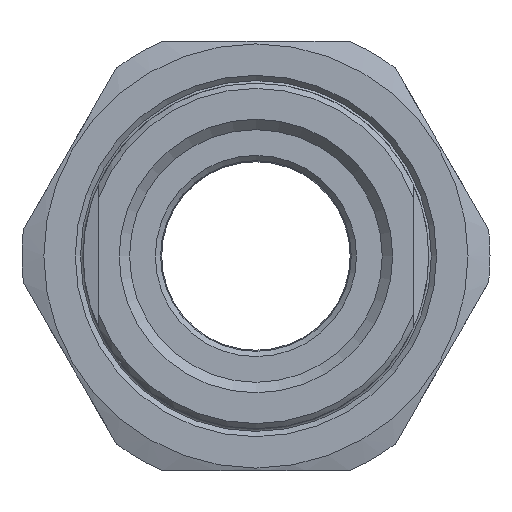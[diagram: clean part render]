
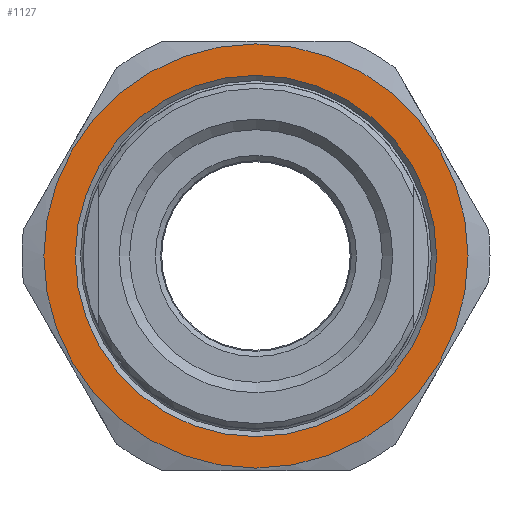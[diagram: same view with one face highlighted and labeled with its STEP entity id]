
A CAD part, left-side view. The second image highlights one B-rep face of the part: STEP entity #1127.
In plain terms, the highlighted planar face has unit normal (-1, 0, 0).
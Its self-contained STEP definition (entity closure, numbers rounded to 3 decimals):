
#68=FACE_BOUND('',#209,.T.);
#84=PLANE('',#1293);
#137=FACE_OUTER_BOUND('',#208,.T.);
#208=EDGE_LOOP('',(#846));
#209=EDGE_LOOP('',(#847));
#399=CIRCLE('',#1282,20.25);
#400=CIRCLE('',#1288,17.25);
#502=VERTEX_POINT('',#1906);
#503=VERTEX_POINT('',#1942);
#619=EDGE_CURVE('',#502,#502,#399,.T.);
#630=EDGE_CURVE('',#503,#503,#400,.T.);
#846=ORIENTED_EDGE('',*,*,#619,.T.);
#847=ORIENTED_EDGE('',*,*,#630,.F.);
#1127=ADVANCED_FACE('',(#137,#68),#84,.F.);
#1282=AXIS2_PLACEMENT_3D('',#1908,#1501,#1502);
#1288=AXIS2_PLACEMENT_3D('',#1943,#1514,#1515);
#1293=AXIS2_PLACEMENT_3D('',#1953,#1526,#1527);
#1501=DIRECTION('center_axis',(-1.,0.,0.));
#1502=DIRECTION('ref_axis',(0.,1.,0.));
#1514=DIRECTION('center_axis',(-1.,0.,0.));
#1515=DIRECTION('ref_axis',(0.,-1.,0.));
#1526=DIRECTION('center_axis',(1.,0.,0.));
#1527=DIRECTION('ref_axis',(0.,0.,-1.));
#1906=CARTESIAN_POINT('',(-17.,-20.25,0.));
#1908=CARTESIAN_POINT('Origin',(-17.,0.,0.));
#1942=CARTESIAN_POINT('',(-17.,17.25,0.));
#1943=CARTESIAN_POINT('Origin',(-17.,0.,0.));
#1953=CARTESIAN_POINT('Origin',(-17.,0.,0.));
